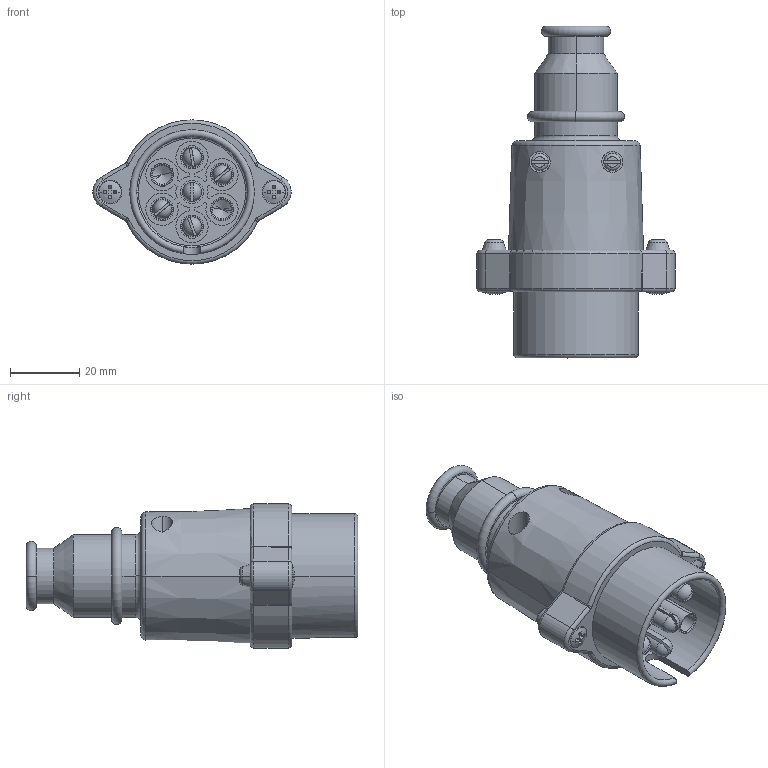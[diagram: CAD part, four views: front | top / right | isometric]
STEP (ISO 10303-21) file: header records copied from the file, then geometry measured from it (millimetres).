
FILE_DESCRIPTION((''),'2;1');
FILE_NAME('201025_SW0001','2020-10-14T13:23:52',('teru'),(''),'CREO PARAMETRIC BY PTC INC, 2017380','CREO PARAMETRIC BY PTC INC, 2017380','');
FILE_SCHEMA(('CONFIG_CONTROL_DESIGN'));
Length unit declared in the file: millimetre
Products named in the file (1): 201025_SW0001
Bounding box: 57.3 x 95.88 x 41.7 mm (x, y, z)
Volume: 70211.3 mm3; surface area: 20385.9 mm2
Topology: 1 solids, 3 shells, 280 faces, 660 edges, 406 vertices
Faces by surface type: plane 96, cylinder 93, cone 44, torus 33, sphere 14
Entity records: 8387 total; most frequent: CARTESIAN_POINT 1715, DIRECTION 1532, ORIENTED_EDGE 1296, EDGE_CURVE 648, AXIS2_PLACEMENT_3D 624, VERTEX_POINT 406, CIRCLE 344, EDGE_LOOP 312
